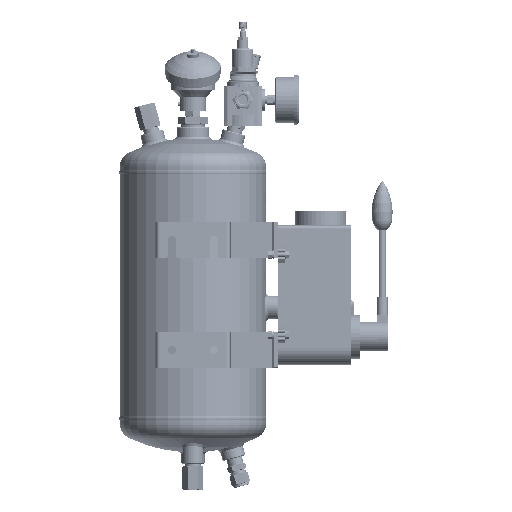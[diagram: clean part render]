
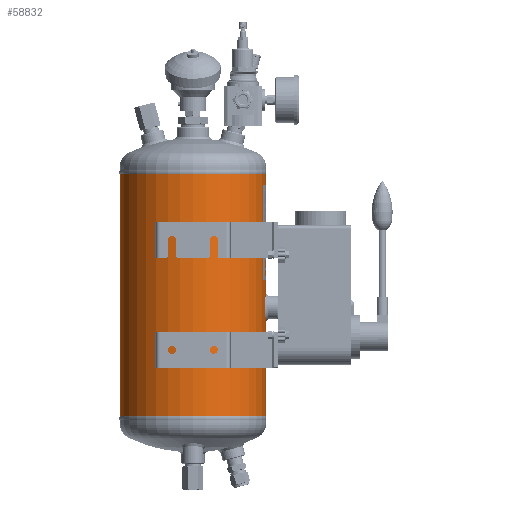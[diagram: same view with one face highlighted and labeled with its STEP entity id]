
A CAD part, left-side view. The second image highlights one B-rep face of the part: STEP entity #58832.
In plain terms, the highlighted cylindrical face has radius 100 mm (diameter 200 mm), a partial arc.
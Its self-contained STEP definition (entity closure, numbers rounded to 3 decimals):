
#3835=LINE('',#92551,#7693);
#3836=LINE('',#92556,#7694);
#3837=LINE('',#92560,#7695);
#3838=LINE('',#92564,#7696);
#7693=VECTOR('',#76450,1000.);
#7694=VECTOR('',#76453,1000.);
#7695=VECTOR('',#76456,1000.);
#7696=VECTOR('',#76459,1000.);
#11551=CIRCLE('',#70362,100.);
#11552=CIRCLE('',#70363,100.);
#11553=CIRCLE('',#70364,100.);
#11554=CIRCLE('',#70365,100.);
#13660=ORIENTED_EDGE('',*,*,#31196,.T.);
#13661=ORIENTED_EDGE('',*,*,#31197,.T.);
#13662=ORIENTED_EDGE('',*,*,#31198,.T.);
#13663=ORIENTED_EDGE('',*,*,#31199,.F.);
#13664=ORIENTED_EDGE('',*,*,#31200,.F.);
#13665=ORIENTED_EDGE('',*,*,#31201,.F.);
#13666=ORIENTED_EDGE('',*,*,#31202,.F.);
#13667=ORIENTED_EDGE('',*,*,#31203,.T.);
#13668=ORIENTED_EDGE('',*,*,#31204,.T.);
#13669=ORIENTED_EDGE('',*,*,#31205,.F.);
#13670=ORIENTED_EDGE('',*,*,#31206,.F.);
#31196=EDGE_CURVE('',#39964,#39964,#46081,.T.);
#31197=EDGE_CURVE('',#39965,#39965,#46082,.T.);
#31198=EDGE_CURVE('',#39966,#39966,#46083,.T.);
#31199=EDGE_CURVE('',#39967,#39968,#3835,.T.);
#31200=EDGE_CURVE('',#39969,#39967,#11551,.T.);
#31201=EDGE_CURVE('',#39970,#39969,#3836,.F.);
#31202=EDGE_CURVE('',#39971,#39970,#11552,.T.);
#31203=EDGE_CURVE('',#39971,#39972,#3837,.T.);
#31204=EDGE_CURVE('',#39972,#39973,#11553,.T.);
#31205=EDGE_CURVE('',#39974,#39973,#3838,.T.);
#31206=EDGE_CURVE('',#39968,#39974,#11554,.T.);
#39964=VERTEX_POINT('',#92526);
#39965=VERTEX_POINT('',#92538);
#39966=VERTEX_POINT('',#92550);
#39967=VERTEX_POINT('',#92552);
#39968=VERTEX_POINT('',#92553);
#39969=VERTEX_POINT('',#92555);
#39970=VERTEX_POINT('',#92557);
#39971=VERTEX_POINT('',#92559);
#39972=VERTEX_POINT('',#92561);
#39973=VERTEX_POINT('',#92563);
#39974=VERTEX_POINT('',#92565);
#46081=B_SPLINE_CURVE_WITH_KNOTS('',3,(#92507,#92508,#92509,#92510,#92511,
#92512,#92513,#92514,#92515,#92516,#92517,#92518,#92519,#92520,#92521,#92522,
#92523,#92524,#92525),.UNSPECIFIED.,.T.,.F.,(1,1,1,1,1,1,1,1,1,1,1,1,1,
1,1,1,1,1,1,1,1,1,1),(-0.018,-0.012,-0.006,
0.,0.006,0.012,0.018,0.023,
0.029,0.035,0.041,0.047,
0.053,0.059,0.065,0.07,
0.076,0.082,0.088,0.094,
0.1,0.106,0.112),.UNSPECIFIED.);
#46082=B_SPLINE_CURVE_WITH_KNOTS('',3,(#92527,#92528,#92529,#92530,#92531,
#92532,#92533,#92534,#92535,#92536,#92537),.UNSPECIFIED.,.T.,.F.,(1,1,1,
1,1,1,1,1,1,1,1,1,1,1,1),(-0.012,-0.008,-0.004,
0.,0.004,0.008,0.012,
0.016,0.02,0.023,0.027,
0.031,0.035,0.039,0.043),
 .UNSPECIFIED.);
#46083=B_SPLINE_CURVE_WITH_KNOTS('',3,(#92539,#92540,#92541,#92542,#92543,
#92544,#92545,#92546,#92547,#92548,#92549),.UNSPECIFIED.,.T.,.F.,(1,1,1,
1,1,1,1,1,1,1,1,1,1,1,1),(-0.012,-0.008,-0.004,
0.,0.004,0.008,0.012,
0.016,0.02,0.023,0.027,
0.031,0.035,0.039,0.043),
 .UNSPECIFIED.);
#48518=EDGE_LOOP('',(#13660));
#48519=EDGE_LOOP('',(#13661));
#48520=EDGE_LOOP('',(#13662));
#48521=EDGE_LOOP('',(#13663,#13664,#13665,#13666,#13667,#13668,#13669,#13670));
#53232=FACE_BOUND('',#48518,.T.);
#53233=FACE_BOUND('',#48519,.T.);
#53234=FACE_BOUND('',#48520,.T.);
#53235=FACE_BOUND('',#48521,.T.);
#57946=CYLINDRICAL_SURFACE('',#70361,100.);
#58832=ADVANCED_FACE('',(#53232,#53233,#53234,#53235),#57946,.T.);
#70361=AXIS2_PLACEMENT_3D('',#92506,#76448,#76449);
#70362=AXIS2_PLACEMENT_3D('',#92554,#76451,#76452);
#70363=AXIS2_PLACEMENT_3D('',#92558,#76454,#76455);
#70364=AXIS2_PLACEMENT_3D('',#92562,#76457,#76458);
#70365=AXIS2_PLACEMENT_3D('',#92566,#76460,#76461);
#76448=DIRECTION('',(0.,-1.,0.));
#76449=DIRECTION('',(0.,0.,-1.));
#76450=DIRECTION('',(0.,-1.,0.));
#76451=DIRECTION('',(0.,1.,0.));
#76452=DIRECTION('',(1.,0.,0.));
#76453=DIRECTION('',(0.,-1.,0.));
#76454=DIRECTION('',(0.,-1.,0.));
#76455=DIRECTION('',(1.,0.,0.));
#76456=DIRECTION('',(0.,-1.,0.));
#76457=DIRECTION('',(0.,1.,0.));
#76458=DIRECTION('',(1.,0.,0.));
#76459=DIRECTION('',(0.,-1.,0.));
#76460=DIRECTION('',(0.,-1.,0.));
#76461=DIRECTION('',(1.,0.,0.));
#92506=CARTESIAN_POINT('',(0.,330.,0.));
#92507=CARTESIAN_POINT('',(-98.994,187.429,14.208));
#92508=CARTESIAN_POINT('',(-98.806,181.503,15.395));
#92509=CARTESIAN_POINT('',(-98.993,175.608,14.214));
#92510=CARTESIAN_POINT('',(-99.436,170.625,10.88));
#92511=CARTESIAN_POINT('',(-99.878,167.295,5.9));
#92512=CARTESIAN_POINT('',(-100.061,166.117,0.009));
#92513=CARTESIAN_POINT('',(-99.879,167.288,-5.887));
#92514=CARTESIAN_POINT('',(-99.437,170.623,-10.879));
#92515=CARTESIAN_POINT('',(-98.992,175.61,-14.215));
#92516=CARTESIAN_POINT('',(-98.807,181.503,-15.391));
#92517=CARTESIAN_POINT('',(-98.992,187.396,-14.219));
#92518=CARTESIAN_POINT('',(-99.435,192.379,-10.892));
#92519=CARTESIAN_POINT('',(-99.877,195.718,-5.914));
#92520=CARTESIAN_POINT('',(-100.061,196.901,-0.013));
#92521=CARTESIAN_POINT('',(-99.878,195.728,5.889));
#92522=CARTESIAN_POINT('',(-99.437,192.395,10.874));
#92523=CARTESIAN_POINT('',(-98.994,187.429,14.208));
#92524=CARTESIAN_POINT('',(-98.806,181.503,15.395));
#92525=CARTESIAN_POINT('',(-98.993,175.608,14.214));
#92526=CARTESIAN_POINT('',(-98.869,181.508,15.));
#92527=CARTESIAN_POINT('',(3.922,158.915,-99.937));
#92528=CARTESIAN_POINT('',(-0.001,160.542,-100.031));
#92529=CARTESIAN_POINT('',(-3.918,158.916,-99.937));
#92530=CARTESIAN_POINT('',(-5.54,155.004,-99.844));
#92531=CARTESIAN_POINT('',(-3.921,151.083,-99.937));
#92532=CARTESIAN_POINT('',(-0.001,149.46,-100.031));
#92533=CARTESIAN_POINT('',(3.913,151.078,-99.938));
#92534=CARTESIAN_POINT('',(5.541,154.994,-99.844));
#92535=CARTESIAN_POINT('',(3.922,158.915,-99.937));
#92536=CARTESIAN_POINT('',(-0.001,160.542,-100.031));
#92537=CARTESIAN_POINT('',(-3.918,158.916,-99.937));
#92538=CARTESIAN_POINT('',(0.,160.,-100.));
#92539=CARTESIAN_POINT('',(3.922,48.915,-99.937));
#92540=CARTESIAN_POINT('',(-0.001,50.542,-100.031));
#92541=CARTESIAN_POINT('',(-3.918,48.916,-99.937));
#92542=CARTESIAN_POINT('',(-5.54,45.004,-99.844));
#92543=CARTESIAN_POINT('',(-3.921,41.083,-99.937));
#92544=CARTESIAN_POINT('',(-0.001,39.46,-100.031));
#92545=CARTESIAN_POINT('',(3.913,41.078,-99.938));
#92546=CARTESIAN_POINT('',(5.541,44.994,-99.844));
#92547=CARTESIAN_POINT('',(3.922,48.915,-99.937));
#92548=CARTESIAN_POINT('',(-0.001,50.542,-100.031));
#92549=CARTESIAN_POINT('',(-3.918,48.916,-99.937));
#92550=CARTESIAN_POINT('',(0.,50.,-100.));
#92551=CARTESIAN_POINT('',(-0.241,165.,100.));
#92552=CARTESIAN_POINT('',(-0.241,330.,100.));
#92553=CARTESIAN_POINT('',(-0.241,265.,100.));
#92554=CARTESIAN_POINT('',(0.,330.,0.));
#92555=CARTESIAN_POINT('',(0.241,330.,100.));
#92556=CARTESIAN_POINT('',(0.241,165.,100.));
#92557=CARTESIAN_POINT('',(0.241,265.,100.));
#92558=CARTESIAN_POINT('',(0.,265.,0.));
#92559=CARTESIAN_POINT('',(0.254,265.,100.));
#92560=CARTESIAN_POINT('',(0.254,265.,100.));
#92561=CARTESIAN_POINT('',(0.254,0.,100.));
#92562=CARTESIAN_POINT('',(0.,0.,0.));
#92563=CARTESIAN_POINT('',(-0.254,0.,100.));
#92564=CARTESIAN_POINT('',(-0.254,265.,100.));
#92565=CARTESIAN_POINT('',(-0.254,265.,100.));
#92566=CARTESIAN_POINT('',(0.,265.,0.));
